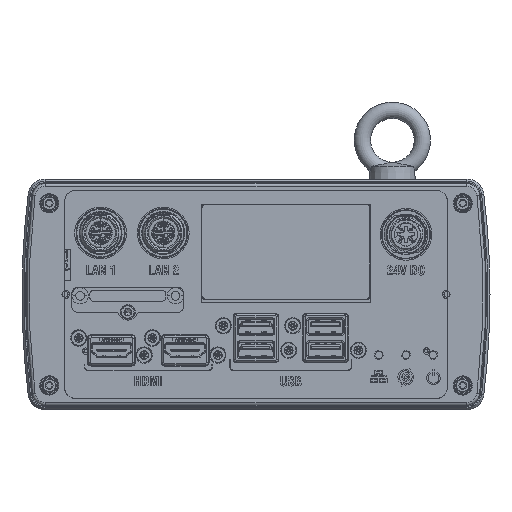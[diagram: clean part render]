
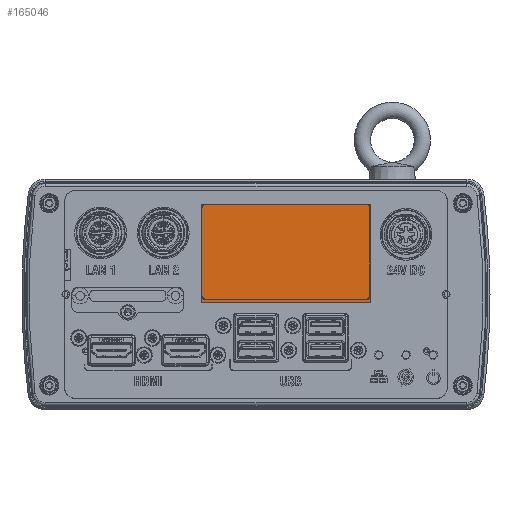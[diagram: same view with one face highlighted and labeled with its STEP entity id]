
A CAD part, left-side view. The second image highlights one B-rep face of the part: STEP entity #165046.
In plain terms, the highlighted planar face has unit normal (-1, 0, 0).
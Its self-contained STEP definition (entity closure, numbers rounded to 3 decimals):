
#38530=DIRECTION('',(0.,-1.,0.));
#38531=VECTOR('',#38530,62.);
#38532=CARTESIAN_POINT('',(-458.7,20.,2072.575));
#38533=LINE('',#38532,#38531);
#38565=DIRECTION('',(0.,0.,-1.));
#38566=VECTOR('',#38565,36.);
#38567=CARTESIAN_POINT('',(-458.7,-42.,2072.575));
#38568=LINE('',#38567,#38566);
#38952=DIRECTION('',(0.,0.,1.));
#38953=VECTOR('',#38952,36.);
#38954=CARTESIAN_POINT('',(-458.7,20.,2036.575));
#38955=LINE('',#38954,#38953);
#38987=DIRECTION('',(0.,1.,0.));
#38988=VECTOR('',#38987,62.);
#38989=CARTESIAN_POINT('',(-458.7,-42.,2036.575));
#38990=LINE('',#38989,#38988);
#148843=CARTESIAN_POINT('',(-458.7,20.,2072.575));
#148844=CARTESIAN_POINT('',(-458.7,-42.,2072.575));
#148845=VERTEX_POINT('',#148843);
#148846=VERTEX_POINT('',#148844);
#148847=CARTESIAN_POINT('',(-458.7,20.,2036.575));
#148848=VERTEX_POINT('',#148847);
#148849=CARTESIAN_POINT('',(-458.7,-42.,2036.575));
#148850=VERTEX_POINT('',#148849);
#165032=CARTESIAN_POINT('',(-458.7,-11.,2054.575));
#165033=DIRECTION('',(-1.,0.,0.));
#165034=DIRECTION('',(0.,1.,0.));
#165035=AXIS2_PLACEMENT_3D('',#165032,#165033,#165034);
#165036=PLANE('',#165035);
#165037=ORIENTED_EDGE('',*,*,#165012,.T.);
#165039=ORIENTED_EDGE('',*,*,#165038,.T.);
#165041=ORIENTED_EDGE('',*,*,#165040,.T.);
#165043=ORIENTED_EDGE('',*,*,#165042,.T.);
#165044=EDGE_LOOP('',(#165037,#165039,#165041,#165043));
#165045=FACE_OUTER_BOUND('',#165044,.F.);
#165046=ADVANCED_FACE('',(#165045),#165036,.T.);
#165012=EDGE_CURVE('',#148845,#148846,#38533,.T.);
#165038=EDGE_CURVE('',#148846,#148850,#38568,.T.);
#165040=EDGE_CURVE('',#148850,#148848,#38990,.T.);
#165042=EDGE_CURVE('',#148848,#148845,#38955,.T.);
